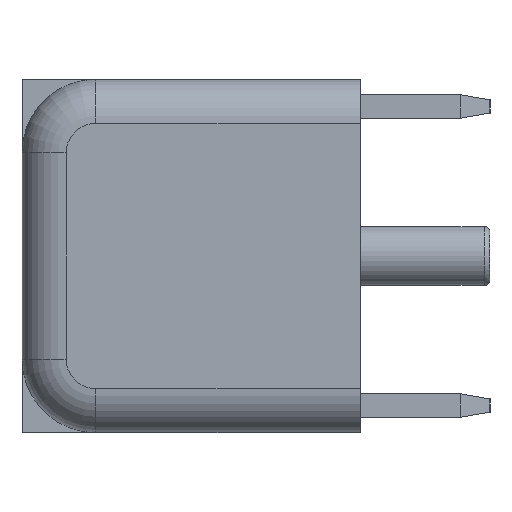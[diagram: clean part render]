
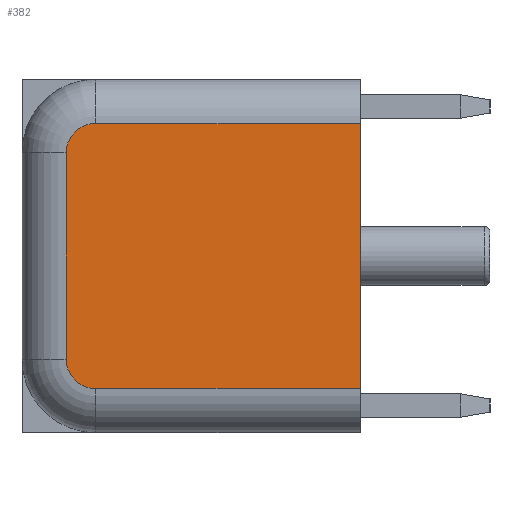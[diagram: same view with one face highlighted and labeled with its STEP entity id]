
A CAD part, left-side view. The second image highlights one B-rep face of the part: STEP entity #382.
In plain terms, the highlighted planar face has unit normal (-1, 0, 0).
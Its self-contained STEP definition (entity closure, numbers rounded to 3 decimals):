
#57 = DIRECTION ( 'NONE',  ( 0., -1., 0. ) ) ;
#161 = ORIENTED_EDGE ( 'NONE', *, *, #481, .T. ) ;
#196 = CARTESIAN_POINT ( 'NONE',  ( -6.78, 0., 0. ) ) ;
#233 = EDGE_CURVE ( 'NONE', #2367, #2895, #2686, .T. ) ;
#295 = EDGE_CURVE ( 'NONE', #1448, #1025, #2250, .T. ) ;
#379 = CARTESIAN_POINT ( 'NONE',  ( -6.78, -5.75, 4.5 ) ) ;
#382 = ADVANCED_FACE ( 'NONE', ( #2044 ), #1372, .F. ) ;
#407 = EDGE_CURVE ( 'NONE', #1374, #1448, #1001, .T. ) ;
#422 = DIRECTION ( 'NONE',  ( 0., 0., -1. ) ) ;
#481 = EDGE_CURVE ( 'NONE', #1657, #2367, #2766, .T. ) ;
#492 = AXIS2_PLACEMENT_3D ( 'NONE', #1534, #2147, #1568 ) ;
#584 = CARTESIAN_POINT ( 'NONE',  ( -6.78, 3.25, 4.5 ) ) ;
#650 = CARTESIAN_POINT ( 'NONE',  ( -6.78, -5.75, 6. ) ) ;
#654 = AXIS2_PLACEMENT_3D ( 'NONE', #2791, #713, #1063 ) ;
#668 = ORIENTED_EDGE ( 'NONE', *, *, #407, .T. ) ;
#713 = DIRECTION ( 'NONE',  ( -1., 0., 0. ) ) ;
#726 = VECTOR ( 'NONE', #57, 1000. ) ;
#846 = LINE ( 'NONE', #650, #2524 ) ;
#942 = ORIENTED_EDGE ( 'NONE', *, *, #2339, .T. ) ;
#951 = CARTESIAN_POINT ( 'NONE',  ( -6.78, 4.25, -3.5 ) ) ;
#1001 = CIRCLE ( 'NONE', #654, 1. ) ;
#1025 = VERTEX_POINT ( 'NONE', #1307 ) ;
#1038 = CARTESIAN_POINT ( 'NONE',  ( -6.78, 3.25, 4.5 ) ) ;
#1063 = DIRECTION ( 'NONE',  ( 0., 0., -1. ) ) ;
#1229 = ORIENTED_EDGE ( 'NONE', *, *, #295, .T. ) ;
#1295 = DIRECTION ( 'NONE',  ( 0., 0., -1. ) ) ;
#1307 = CARTESIAN_POINT ( 'NONE',  ( -6.78, -5.75, -4.5 ) ) ;
#1338 = CARTESIAN_POINT ( 'NONE',  ( -6.78, 4.25, 0. ) ) ;
#1372 = PLANE ( 'NONE',  #1713 ) ;
#1374 = VERTEX_POINT ( 'NONE', #951 ) ;
#1448 = VERTEX_POINT ( 'NONE', #2165 ) ;
#1534 = CARTESIAN_POINT ( 'NONE',  ( -6.78, 3.25, 3.5 ) ) ;
#1555 = VECTOR ( 'NONE', #1295, 1000. ) ;
#1568 = DIRECTION ( 'NONE',  ( 0., 0., -1. ) ) ;
#1657 = VERTEX_POINT ( 'NONE', #379 ) ;
#1713 = AXIS2_PLACEMENT_3D ( 'NONE', #196, #2480, #422 ) ;
#1801 = EDGE_CURVE ( 'NONE', #1657, #1025, #846, .T. ) ;
#1961 = CARTESIAN_POINT ( 'NONE',  ( -6.78, 4.25, 3.5 ) ) ;
#2019 = LINE ( 'NONE', #1338, #1555 ) ;
#2044 = FACE_OUTER_BOUND ( 'NONE', #2350, .T. ) ;
#2147 = DIRECTION ( 'NONE',  ( -1., 0., 0. ) ) ;
#2153 = CARTESIAN_POINT ( 'NONE',  ( -6.78, 0., -4.5 ) ) ;
#2165 = CARTESIAN_POINT ( 'NONE',  ( -6.78, 3.25, -4.5 ) ) ;
#2222 = DIRECTION ( 'NONE',  ( 0., 1., 0. ) ) ;
#2250 = LINE ( 'NONE', #2153, #726 ) ;
#2270 = ORIENTED_EDGE ( 'NONE', *, *, #1801, .F. ) ;
#2339 = EDGE_CURVE ( 'NONE', #2895, #1374, #2019, .T. ) ;
#2350 = EDGE_LOOP ( 'NONE', ( #2270, #161, #2476, #942, #668, #1229 ) ) ;
#2367 = VERTEX_POINT ( 'NONE', #584 ) ;
#2476 = ORIENTED_EDGE ( 'NONE', *, *, #233, .T. ) ;
#2480 = DIRECTION ( 'NONE',  ( 1., 0., 0. ) ) ;
#2485 = DIRECTION ( 'NONE',  ( 0., 0., -1. ) ) ;
#2524 = VECTOR ( 'NONE', #2485, 1000. ) ;
#2686 = CIRCLE ( 'NONE', #492, 1. ) ;
#2766 = LINE ( 'NONE', #1038, #2988 ) ;
#2791 = CARTESIAN_POINT ( 'NONE',  ( -6.78, 3.25, -3.5 ) ) ;
#2895 = VERTEX_POINT ( 'NONE', #1961 ) ;
#2988 = VECTOR ( 'NONE', #2222, 1000. ) ;
